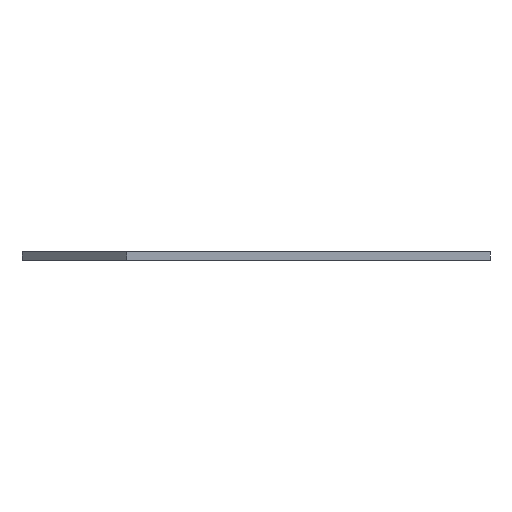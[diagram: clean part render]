
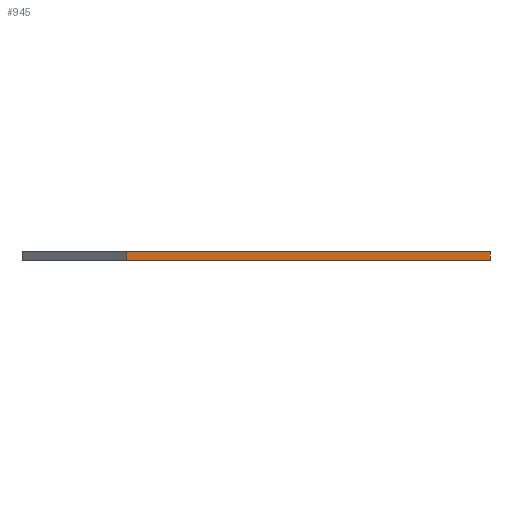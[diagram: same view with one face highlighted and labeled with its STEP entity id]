
A CAD part, front view. The second image highlights one B-rep face of the part: STEP entity #945.
In plain terms, the highlighted planar face has unit normal (0, -1, 0).
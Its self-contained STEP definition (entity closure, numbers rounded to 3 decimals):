
#12 = EDGE_CURVE ( 'NONE', #872, #1324, #444, .T. ) ;
#48 = ORIENTED_EDGE ( 'NONE', *, *, #1378, .F. ) ;
#54 = PLANE ( 'NONE',  #163 ) ;
#103 = EDGE_CURVE ( 'NONE', #872, #302, #221, .T. ) ;
#111 = VECTOR ( 'NONE', #658, 1000. ) ;
#125 = CARTESIAN_POINT ( 'NONE',  ( 156.8, -192.5, 0. ) ) ;
#163 = AXIS2_PLACEMENT_3D ( 'NONE', #660, #811, #231 ) ;
#168 = EDGE_CURVE ( 'NONE', #1324, #634, #1428, .T. ) ;
#221 = LINE ( 'NONE', #1538, #640 ) ;
#228 = CARTESIAN_POINT ( 'NONE',  ( -121.8, -192.5, 0. ) ) ;
#231 = DIRECTION ( 'NONE',  ( -1., 0., 0. ) ) ;
#252 = DIRECTION ( 'NONE',  ( 1., 0., 0. ) ) ;
#293 = VECTOR ( 'NONE', #824, 1000. ) ;
#302 = VERTEX_POINT ( 'NONE', #1459 ) ;
#432 = CARTESIAN_POINT ( 'NONE',  ( -121.8, -192.5, 3. ) ) ;
#444 = LINE ( 'NONE', #917, #111 ) ;
#560 = ORIENTED_EDGE ( 'NONE', *, *, #168, .T. ) ;
#584 = LINE ( 'NONE', #948, #293 ) ;
#634 = VERTEX_POINT ( 'NONE', #937 ) ;
#640 = VECTOR ( 'NONE', #829, 1000. ) ;
#642 = EDGE_LOOP ( 'NONE', ( #1357, #820, #560, #48 ) ) ;
#658 = DIRECTION ( 'NONE',  ( 0., 0., -1. ) ) ;
#660 = CARTESIAN_POINT ( 'NONE',  ( 156.8, -192.5, 3. ) ) ;
#811 = DIRECTION ( 'NONE',  ( 0., 1., 0. ) ) ;
#820 = ORIENTED_EDGE ( 'NONE', *, *, #12, .T. ) ;
#824 = DIRECTION ( 'NONE',  ( 0., 0., -1. ) ) ;
#829 = DIRECTION ( 'NONE',  ( 1., 0., 0. ) ) ;
#872 = VERTEX_POINT ( 'NONE', #432 ) ;
#917 = CARTESIAN_POINT ( 'NONE',  ( -121.8, -192.5, 3. ) ) ;
#937 = CARTESIAN_POINT ( 'NONE',  ( -0.3, -192.5, 0. ) ) ;
#945 = ADVANCED_FACE ( 'NONE', ( #1255 ), #54, .F. ) ;
#948 = CARTESIAN_POINT ( 'NONE',  ( -0.3, -192.5, 3. ) ) ;
#1255 = FACE_OUTER_BOUND ( 'NONE', #642, .T. ) ;
#1324 = VERTEX_POINT ( 'NONE', #228 ) ;
#1357 = ORIENTED_EDGE ( 'NONE', *, *, #103, .F. ) ;
#1378 = EDGE_CURVE ( 'NONE', #302, #634, #584, .T. ) ;
#1428 = LINE ( 'NONE', #125, #1447 ) ;
#1447 = VECTOR ( 'NONE', #252, 1000. ) ;
#1459 = CARTESIAN_POINT ( 'NONE',  ( -0.3, -192.5, 3. ) ) ;
#1538 = CARTESIAN_POINT ( 'NONE',  ( 156.8, -192.5, 3. ) ) ;
